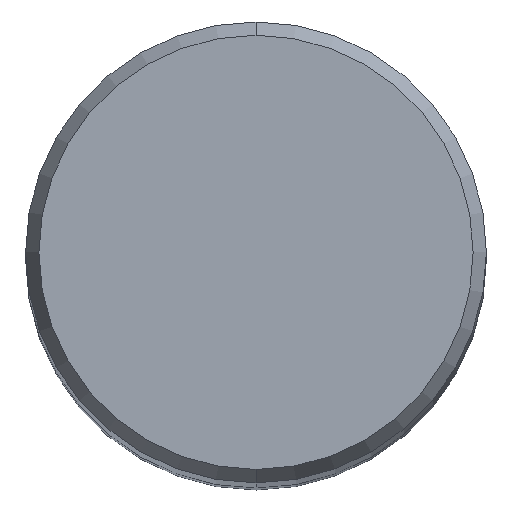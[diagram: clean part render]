
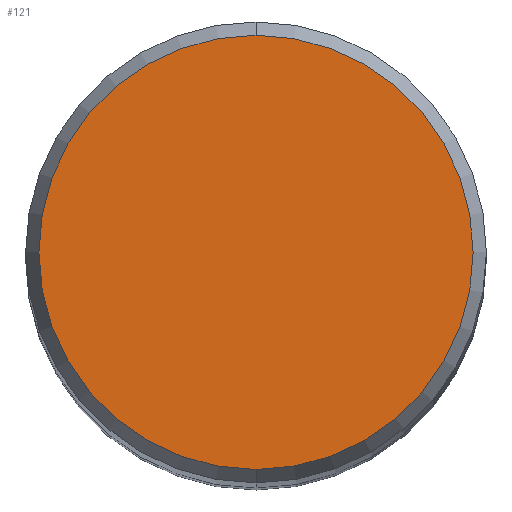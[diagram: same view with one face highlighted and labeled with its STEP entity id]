
A CAD part, top view. The second image highlights one B-rep face of the part: STEP entity #121.
In plain terms, the highlighted planar face has unit normal (0, 0, 1).
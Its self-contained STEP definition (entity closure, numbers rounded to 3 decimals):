
#91=VERTEX_POINT('',#212);
#105=EDGE_CURVE('',#137,#91,#228,.T.);
#121=ADVANCED_FACE('',(#246),#247,.T.);
#125=EDGE_CURVE('',#91,#137,#251,.T.);
#137=VERTEX_POINT('',#263);
#212=CARTESIAN_POINT('',(0.0,7.479,0.0));
#228=CIRCLE('',#359,7.479);
#246=FACE_OUTER_BOUND('',#383,.T.);
#247=PLANE('',#384);
#251=CIRCLE('',#389,7.479);
#263=CARTESIAN_POINT('',(0.,-7.479,0.0));
#359=AXIS2_PLACEMENT_3D('',#507,#508,#509);
#383=EDGE_LOOP('',(#534,#535));
#384=AXIS2_PLACEMENT_3D('',#536,#537,#538);
#389=AXIS2_PLACEMENT_3D('',#539,#540,#541);
#507=CARTESIAN_POINT('',(0.0,0.0,0.0));
#508=DIRECTION('',(0.0,0.0,-1.0));
#509=DIRECTION('',(0.0,1.0,0.0));
#534=ORIENTED_EDGE('',*,*,#125,.F.);
#535=ORIENTED_EDGE('',*,*,#105,.F.);
#536=CARTESIAN_POINT('',(0.0,3.74,0.0));
#537=DIRECTION('',(-0.0,0.0,1.0));
#538=DIRECTION('',(0.0,-1.0,0.0));
#539=CARTESIAN_POINT('',(0.0,0.0,0.0));
#540=DIRECTION('',(0.0,0.0,-1.0));
#541=DIRECTION('',(0.0,1.0,0.0));
